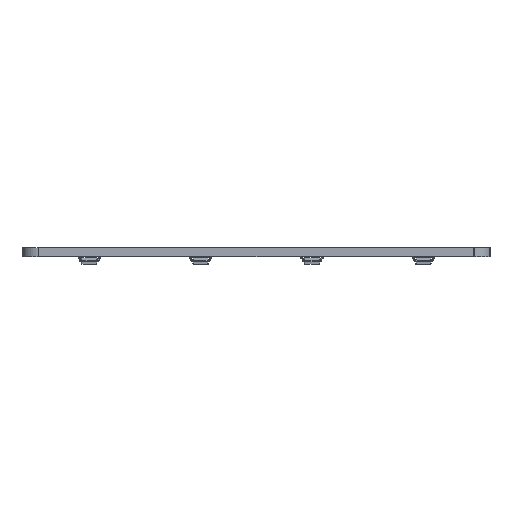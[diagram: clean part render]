
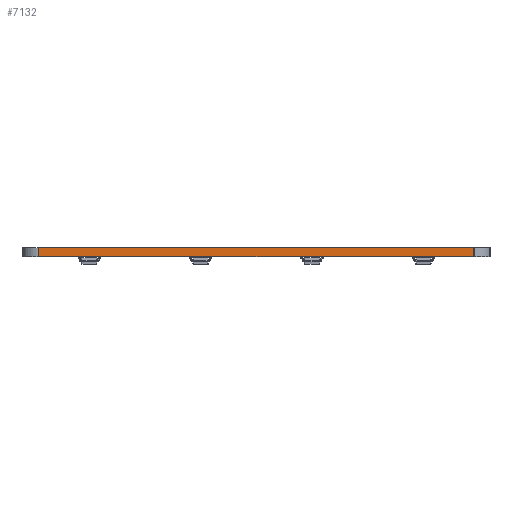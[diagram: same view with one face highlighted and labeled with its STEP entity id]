
A CAD part, left-side view. The second image highlights one B-rep face of the part: STEP entity #7132.
In plain terms, the highlighted planar face has unit normal (-1, 0, 0).
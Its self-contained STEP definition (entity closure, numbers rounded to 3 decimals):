
#2297 = VERTEX_POINT('',#2298);
#2298 = CARTESIAN_POINT('',(44.767,-40.187,0.));
#2305 = EDGE_CURVE('',#2306,#2297,#2308,.T.);
#2306 = VERTEX_POINT('',#2307);
#2307 = CARTESIAN_POINT('',(44.767,-114.482,0.));
#2308 = LINE('',#2309,#2310);
#2309 = CARTESIAN_POINT('',(44.767,-114.482,0.));
#2310 = VECTOR('',#2311,1.);
#2311 = DIRECTION('',(0.,1.,0.));
#4688 = VERTEX_POINT('',#4689);
#4689 = CARTESIAN_POINT('',(44.767,-40.187,1.6));
#4696 = EDGE_CURVE('',#4697,#4688,#4699,.T.);
#4697 = VERTEX_POINT('',#4698);
#4698 = CARTESIAN_POINT('',(44.767,-114.482,1.6));
#4699 = LINE('',#4700,#4701);
#4700 = CARTESIAN_POINT('',(44.767,-114.482,1.6));
#4701 = VECTOR('',#4702,1.);
#4702 = DIRECTION('',(0.,1.,0.));
#7102 = EDGE_CURVE('',#2297,#4688,#7103,.T.);
#7103 = LINE('',#7104,#7105);
#7104 = CARTESIAN_POINT('',(44.767,-40.187,0.));
#7105 = VECTOR('',#7106,1.);
#7106 = DIRECTION('',(0.,0.,1.));
#7132 = ADVANCED_FACE('',(#7133),#7144,.T.);
#7133 = FACE_BOUND('',#7134,.T.);
#7134 = EDGE_LOOP('',(#7135,#7141,#7142,#7143));
#7135 = ORIENTED_EDGE('',*,*,#7136,.T.);
#7136 = EDGE_CURVE('',#2306,#4697,#7137,.T.);
#7137 = LINE('',#7138,#7139);
#7138 = CARTESIAN_POINT('',(44.767,-114.482,0.));
#7139 = VECTOR('',#7140,1.);
#7140 = DIRECTION('',(0.,0.,1.));
#7141 = ORIENTED_EDGE('',*,*,#4696,.T.);
#7142 = ORIENTED_EDGE('',*,*,#7102,.F.);
#7143 = ORIENTED_EDGE('',*,*,#2305,.F.);
#7144 = PLANE('',#7145);
#7145 = AXIS2_PLACEMENT_3D('',#7146,#7147,#7148);
#7146 = CARTESIAN_POINT('',(44.767,-114.482,0.));
#7147 = DIRECTION('',(-1.,0.,0.));
#7148 = DIRECTION('',(0.,1.,0.));
